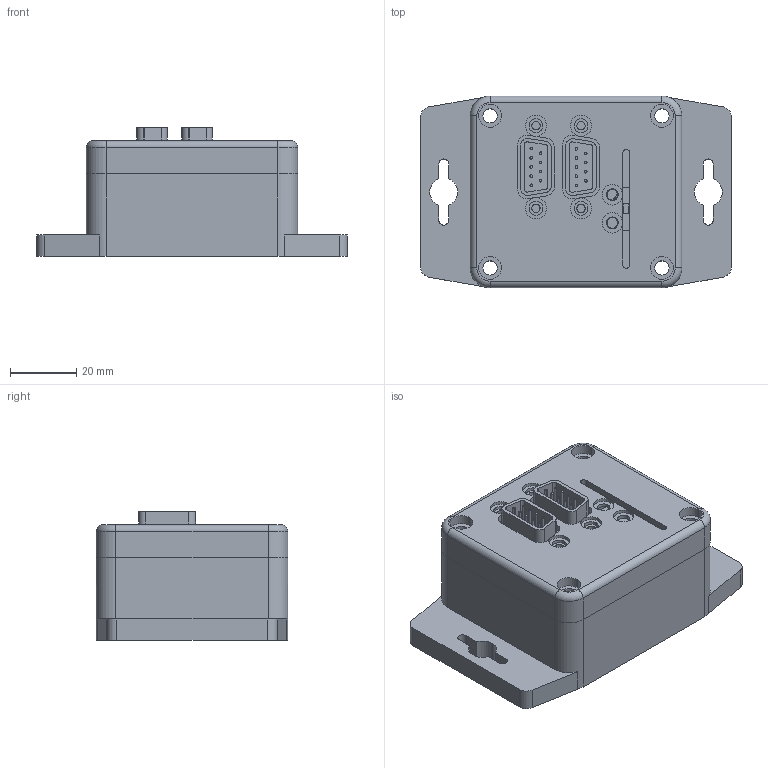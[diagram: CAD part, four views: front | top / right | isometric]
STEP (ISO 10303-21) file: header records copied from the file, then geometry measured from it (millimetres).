
FILE_DESCRIPTION (( 'STEP AP214' ), '1' );
FILE_NAME ('Èìèòàòîð ñîëíå÷íîé áàòàðåè_WS16.STEP', '2019-11-14T23:31:38', ( '' ), ( '' ), 'SwSTEP 2.0', 'SolidWorks 2018', '' );
FILE_SCHEMA (( 'AUTOMOTIVE_DESIGN' ));
Length unit declared in the file: millimetre
Products named in the file (1): Èìèòàòîð ñîëíå÷íîé áàòàðåè_WS16
Bounding box: 94 x 58 x 39 mm (x, y, z)
Volume: 64704.3 mm3; surface area: 39648.3 mm2
Topology: 5 solids, 5 shells, 494 faces, 1255 edges, 834 vertices
Faces by surface type: cylinder 295, plane 195, torus 4
Entity records: 20777 total; most frequent: DIRECTION 2843, CARTESIAN_POINT 2584, ORIENTED_EDGE 2510, EDGE_CURVE 1255, AXIS2_PLACEMENT_3D 1093, VERTEX_POINT 834, VECTOR 657, LINE 657
